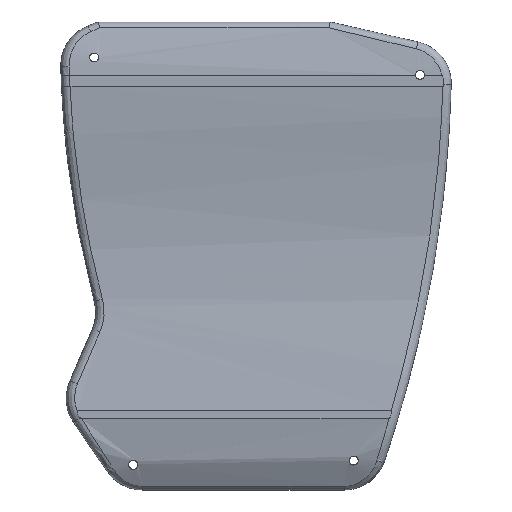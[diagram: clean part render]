
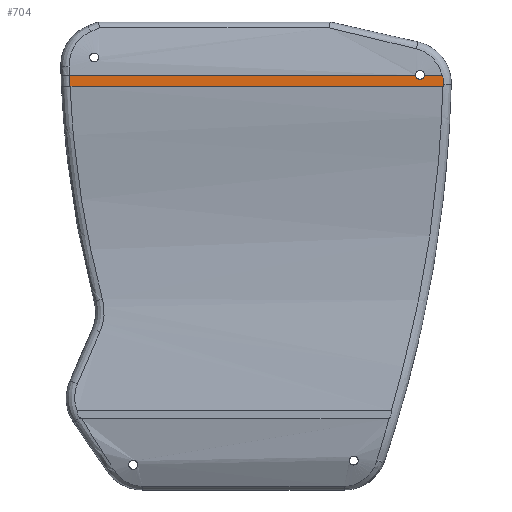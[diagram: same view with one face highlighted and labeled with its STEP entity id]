
A CAD part, top view. The second image highlights one B-rep face of the part: STEP entity #704.
In plain terms, the highlighted planar face has unit normal (0, 0, 1).
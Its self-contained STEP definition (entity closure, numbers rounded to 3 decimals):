
#3 = EDGE_LOOP ( 'NONE', ( #1879, #467, #869, #1005, #2065, #2287, #2445 ) ) ;
#163 = VERTEX_POINT ( 'NONE', #2779 ) ;
#193 = DIRECTION ( 'NONE',  ( 1., 0., 0. ) ) ;
#203 = CARTESIAN_POINT ( 'NONE',  ( -46.986, 42.456, 20. ) ) ;
#219 = B_SPLINE_CURVE_WITH_KNOTS ( 'NONE', 3,
 ( #616, #2945, #1780, #1325, #2206, #857, #825, #572, #2719, #2456, #809, #2226, #1576, #590, #1065, #1548 ),
 .UNSPECIFIED., .F., .F.,
 ( 4, 2, 2, 2, 2, 2, 2, 4 ),
 ( 0., 0.001, 0.001, 0.002, 0.002, 0.002, 0.002, 0.002 ),
 .UNSPECIFIED. ) ;
#388 = CARTESIAN_POINT ( 'NONE',  ( -43.728, 39.85, 20. ) ) ;
#435 = VECTOR ( 'NONE', #193, 1000. ) ;
#442 = CARTESIAN_POINT ( 'NONE',  ( 44.044, 40.132, 20. ) ) ;
#467 = ORIENTED_EDGE ( 'NONE', *, *, #2525, .T. ) ;
#482 = CIRCLE ( 'NONE', #2227, 1.05 ) ;
#572 = CARTESIAN_POINT ( 'NONE',  ( 43.937, 42.075, 20. ) ) ;
#584 = LINE ( 'NONE', #2759, #2476 ) ;
#587 = VERTEX_POINT ( 'NONE', #2677 ) ;
#590 = CARTESIAN_POINT ( 'NONE',  ( 43.721, 42.441, 20. ) ) ;
#616 = CARTESIAN_POINT ( 'NONE',  ( 44.079, 40.297, 20. ) ) ;
#659 = CARTESIAN_POINT ( 'NONE',  ( 44.063, 40.214, 20. ) ) ;
#704 = ADVANCED_FACE ( 'NONE', ( #2522 ), #1845, .F. ) ;
#714 = DIRECTION ( 'NONE',  ( 0., 0., -1. ) ) ;
#809 = CARTESIAN_POINT ( 'NONE',  ( 43.814, 42.334, 20. ) ) ;
#825 = CARTESIAN_POINT ( 'NONE',  ( 44.026, 41.804, 20. ) ) ;
#857 = CARTESIAN_POINT ( 'NONE',  ( 44.066, 41.617, 20. ) ) ;
#869 = ORIENTED_EDGE ( 'NONE', *, *, #2472, .T. ) ;
#893 = CARTESIAN_POINT ( 'NONE',  ( 43.881, 39.85, 20. ) ) ;
#924 = DIRECTION ( 'NONE',  ( 0., 0., -1. ) ) ;
#951 = VERTEX_POINT ( 'NONE', #1900 ) ;
#1005 = ORIENTED_EDGE ( 'NONE', *, *, #2931, .T. ) ;
#1065 = CARTESIAN_POINT ( 'NONE',  ( 43.7, 42.456, 20. ) ) ;
#1083 = AXIS2_PLACEMENT_3D ( 'NONE', #1129, #924, #1626 ) ;
#1128 = CARTESIAN_POINT ( 'NONE',  ( -43.769, 40.719, 20. ) ) ;
#1129 = CARTESIAN_POINT ( 'NONE',  ( 0., 0., 20. ) ) ;
#1148 = DIRECTION ( 'NONE',  ( -1., 0., 0. ) ) ;
#1190 = VERTEX_POINT ( 'NONE', #388 ) ;
#1194 = CARTESIAN_POINT ( 'NONE',  ( 44.079, 40.297, 20. ) ) ;
#1235 = EDGE_CURVE ( 'NONE', #1190, #2902, #1606, .T. ) ;
#1325 = CARTESIAN_POINT ( 'NONE',  ( 44.132, 41.051, 20. ) ) ;
#1354 = DIRECTION ( 'NONE',  ( -1., 0., 0. ) ) ;
#1400 = CARTESIAN_POINT ( 'NONE',  ( 44.005, 40.011, 20. ) ) ;
#1414 = CARTESIAN_POINT ( 'NONE',  ( 43.949, 39.897, 20. ) ) ;
#1428 = CARTESIAN_POINT ( 'NONE',  ( 43.902, 39.85, 20. ) ) ;
#1548 = CARTESIAN_POINT ( 'NONE',  ( 43.676, 42.456, 20. ) ) ;
#1576 = CARTESIAN_POINT ( 'NONE',  ( 43.756, 42.409, 20. ) ) ;
#1581 = B_SPLINE_CURVE_WITH_KNOTS ( 'NONE', 3,
 ( #1825, #2307, #1128, #3008 ),
 .UNSPECIFIED., .F., .F.,
 ( 4, 4 ),
 ( 0., 0.003 ),
 .UNSPECIFIED. ) ;
#1606 = LINE ( 'NONE', #2318, #435 ) ;
#1626 = DIRECTION ( 'NONE',  ( -1., 0., 0. ) ) ;
#1664 = CARTESIAN_POINT ( 'NONE',  ( 37.503, 42.456, 20. ) ) ;
#1780 = CARTESIAN_POINT ( 'NONE',  ( 44.13, 40.673, 20. ) ) ;
#1825 = CARTESIAN_POINT ( 'NONE',  ( -43.835, 42.456, 20. ) ) ;
#1826 = EDGE_CURVE ( 'NONE', #951, #163, #584, .T. ) ;
#1845 = PLANE ( 'NONE',  #1083 ) ;
#1879 = ORIENTED_EDGE ( 'NONE', *, *, #1826, .T. ) ;
#1888 = B_SPLINE_CURVE_WITH_KNOTS ( 'NONE', 3,
 ( #3031, #1428, #2848, #1414, #2343, #2820, #1400, #442, #659, #1194 ),
 .UNSPECIFIED., .F., .F.,
 ( 4, 2, 2, 2, 4 ),
 ( 0., 0., 0., 0., 0.001 ),
 .UNSPECIFIED. ) ;
#1891 = VERTEX_POINT ( 'NONE', #3001 ) ;
#1900 = CARTESIAN_POINT ( 'NONE',  ( 43.676, 42.456, 20. ) ) ;
#1995 = VERTEX_POINT ( 'NONE', #1664 ) ;
#2065 = ORIENTED_EDGE ( 'NONE', *, *, #1235, .T. ) ;
#2067 = EDGE_CURVE ( 'NONE', #2902, #1891, #1888, .T. ) ;
#2124 = VECTOR ( 'NONE', #1148, 1000. ) ;
#2206 = CARTESIAN_POINT ( 'NONE',  ( 44.12, 41.241, 20. ) ) ;
#2226 = CARTESIAN_POINT ( 'NONE',  ( 43.772, 42.391, 20. ) ) ;
#2227 = AXIS2_PLACEMENT_3D ( 'NONE', #2882, #714, #2641 ) ;
#2287 = ORIENTED_EDGE ( 'NONE', *, *, #2067, .T. ) ;
#2307 = CARTESIAN_POINT ( 'NONE',  ( -43.805, 41.587, 20. ) ) ;
#2318 = CARTESIAN_POINT ( 'NONE',  ( -46.986, 39.85, 20. ) ) ;
#2343 = CARTESIAN_POINT ( 'NONE',  ( 43.96, 39.915, 20. ) ) ;
#2445 = ORIENTED_EDGE ( 'NONE', *, *, #2630, .T. ) ;
#2456 = CARTESIAN_POINT ( 'NONE',  ( 43.838, 42.292, 20. ) ) ;
#2472 = EDGE_CURVE ( 'NONE', #1995, #587, #3027, .T. ) ;
#2476 = VECTOR ( 'NONE', #1354, 1000. ) ;
#2522 = FACE_OUTER_BOUND ( 'NONE', #3, .T. ) ;
#2525 = EDGE_CURVE ( 'NONE', #163, #1995, #482, .T. ) ;
#2630 = EDGE_CURVE ( 'NONE', #1891, #951, #219, .T. ) ;
#2641 = DIRECTION ( 'NONE',  ( -1., 0., 0. ) ) ;
#2677 = CARTESIAN_POINT ( 'NONE',  ( -43.835, 42.456, 20. ) ) ;
#2719 = CARTESIAN_POINT ( 'NONE',  ( 43.903, 42.165, 20. ) ) ;
#2759 = CARTESIAN_POINT ( 'NONE',  ( -46.986, 42.456, 20. ) ) ;
#2779 = CARTESIAN_POINT ( 'NONE',  ( 39.593, 42.456, 20. ) ) ;
#2820 = CARTESIAN_POINT ( 'NONE',  ( 43.99, 39.971, 20. ) ) ;
#2848 = CARTESIAN_POINT ( 'NONE',  ( 43.921, 39.865, 20. ) ) ;
#2882 = CARTESIAN_POINT ( 'NONE',  ( 38.548, 42.557, 20. ) ) ;
#2902 = VERTEX_POINT ( 'NONE', #893 ) ;
#2931 = EDGE_CURVE ( 'NONE', #587, #1190, #1581, .T. ) ;
#2945 = CARTESIAN_POINT ( 'NONE',  ( 44.115, 40.485, 20. ) ) ;
#3001 = CARTESIAN_POINT ( 'NONE',  ( 44.079, 40.297, 20. ) ) ;
#3008 = CARTESIAN_POINT ( 'NONE',  ( -43.728, 39.85, 20. ) ) ;
#3027 = LINE ( 'NONE', #203, #2124 ) ;
#3031 = CARTESIAN_POINT ( 'NONE',  ( 43.881, 39.85, 20. ) ) ;
